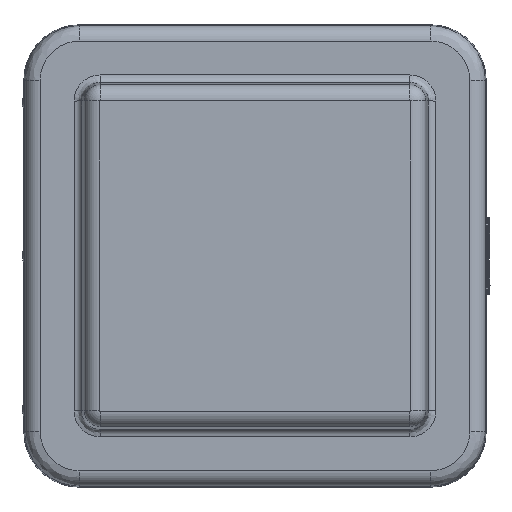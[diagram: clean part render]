
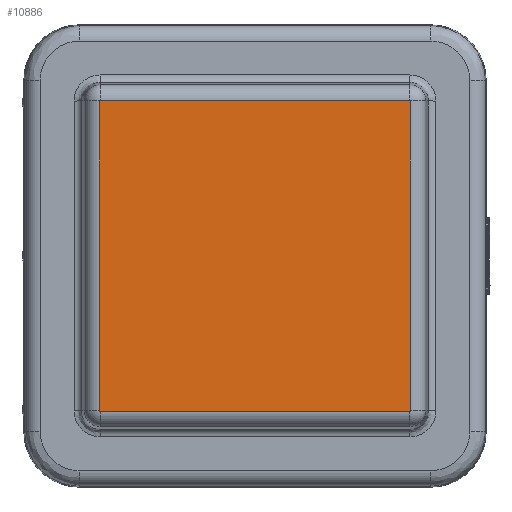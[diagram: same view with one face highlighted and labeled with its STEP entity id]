
A CAD part, top view. The second image highlights one B-rep face of the part: STEP entity #10886.
In plain terms, the highlighted planar face has unit normal (0, 0, 1).
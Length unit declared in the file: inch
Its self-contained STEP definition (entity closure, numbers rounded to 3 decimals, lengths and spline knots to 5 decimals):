
#113 = CARTESIAN_POINT ( 'NONE',  ( -2.45489, -2.52494, 1.71331 ) ) ;
#997 = DIRECTION ( 'NONE',  ( 1., 0., 0. ) ) ;
#3110 = B_SPLINE_CURVE_WITH_KNOTS ( 'NONE', 3,
 ( #20531, #29784, #113, #20654, #26342, #17965 ),
 .UNSPECIFIED., .F., .F.,
 ( 4, 2, 4 ),
 ( 0., 0.5, 1. ),
 .UNSPECIFIED. ) ;
#3491 = CARTESIAN_POINT ( 'NONE',  ( 0.07338, 2.52913, 1.71331 ) ) ;
#3685 = DIRECTION ( 'NONE',  ( 0., 0., 1. ) ) ;
#3718 = CARTESIAN_POINT ( 'NONE',  ( 2.59832, -2.52827, 1.71331 ) ) ;
#4137 = CARTESIAN_POINT ( 'NONE',  ( 2.59834, 2.52829, 1.71331 ) ) ;
#4443 = VERTEX_POINT ( 'NONE', #5601 ) ;
#5601 = CARTESIAN_POINT ( 'NONE',  ( -2.44717, -2.52913, 1.71331 ) ) ;
#5766 = VECTOR ( 'NONE', #29517, 39.37008 ) ;
#6901 = VECTOR ( 'NONE', #15591, 39.37008 ) ;
#7125 = LINE ( 'NONE', #33959, #19130 ) ;
#7464 = CARTESIAN_POINT ( 'NONE',  ( 2.60251, 2.52055, 1.71331 ) ) ;
#7473 = VERTEX_POINT ( 'NONE', #36417 ) ;
#7858 = CARTESIAN_POINT ( 'NONE',  ( 2.60167, -2.52496, 1.71331 ) ) ;
#7987 = CARTESIAN_POINT ( 'NONE',  ( 2.60251, -2.52055, 1.71331 ) ) ;
#8284 = CARTESIAN_POINT ( 'NONE',  ( -2.45491, 2.52496, 1.71331 ) ) ;
#8403 = CARTESIAN_POINT ( 'NONE',  ( -2.44952, 2.52913, 1.71331 ) ) ;
#9174 = EDGE_CURVE ( 'NONE', #29715, #30292, #29055, .T. ) ;
#9864 = EDGE_CURVE ( 'NONE', #28084, #7473, #25090, .T. ) ;
#9935 = VECTOR ( 'NONE', #30362, 39.37008 ) ;
#10886 = ADVANCED_FACE ( 'NONE', ( #29594 ), #32702, .T. ) ;
#10946 = ORIENTED_EDGE ( 'NONE', *, *, #9864, .T. ) ;
#12445 = B_SPLINE_CURVE_WITH_KNOTS ( 'NONE', 3,
 ( #7464, #18955, #36334, #4137, #33394, #22281 ),
 .UNSPECIFIED., .F., .F.,
 ( 4, 2, 4 ),
 ( 0., 0.5, 1. ),
 .UNSPECIFIED. ) ;
#14266 = EDGE_CURVE ( 'NONE', #30292, #37652, #33221, .T. ) ;
#14926 = ORIENTED_EDGE ( 'NONE', *, *, #19550, .T. ) ;
#15408 = CARTESIAN_POINT ( 'NONE',  ( 2.59393, -2.52913, 1.71331 ) ) ;
#15441 = CARTESIAN_POINT ( 'NONE',  ( 2.60251, 2.52055, 1.71331 ) ) ;
#15591 = DIRECTION ( 'NONE',  ( -1., 0., 0. ) ) ;
#15856 = CARTESIAN_POINT ( 'NONE',  ( 2.59393, -2.52913, 1.71331 ) ) ;
#16124 = CARTESIAN_POINT ( 'NONE',  ( -2.45574, -2.52055, 1.71331 ) ) ;
#17470 = CARTESIAN_POINT ( 'NONE',  ( -2.45574, 2.52293, 1.71331 ) ) ;
#17936 = ORIENTED_EDGE ( 'NONE', *, *, #28022, .T. ) ;
#17965 = CARTESIAN_POINT ( 'NONE',  ( -2.44717, -2.52913, 1.71331 ) ) ;
#18334 = CARTESIAN_POINT ( 'NONE',  ( 2.59393, 2.52913, 1.71331 ) ) ;
#18955 = CARTESIAN_POINT ( 'NONE',  ( 2.60251, 2.5229, 1.71331 ) ) ;
#19054 = VERTEX_POINT ( 'NONE', #15441 ) ;
#19130 = VECTOR ( 'NONE', #21857, 39.37008 ) ;
#19550 = EDGE_CURVE ( 'NONE', #7473, #19054, #24208, .T. ) ;
#20531 = CARTESIAN_POINT ( 'NONE',  ( -2.45574, -2.52055, 1.71331 ) ) ;
#20654 = CARTESIAN_POINT ( 'NONE',  ( -2.45157, -2.52829, 1.71331 ) ) ;
#20982 = CARTESIAN_POINT ( 'NONE',  ( -2.44717, 2.52913, 1.71331 ) ) ;
#21250 = CARTESIAN_POINT ( 'NONE',  ( 0.07338, -2.52913, 1.71331 ) ) ;
#21857 = DIRECTION ( 'NONE',  ( 0., -1., 0. ) ) ;
#22281 = CARTESIAN_POINT ( 'NONE',  ( 2.59393, 2.52913, 1.71331 ) ) ;
#22867 = LINE ( 'NONE', #21250, #9935 ) ;
#23004 = CARTESIAN_POINT ( 'NONE',  ( -2.44717, 2.52913, 1.71331 ) ) ;
#23025 = ORIENTED_EDGE ( 'NONE', *, *, #9174, .T. ) ;
#23271 = EDGE_CURVE ( 'NONE', #30841, #4443, #3110, .T. ) ;
#23833 = CARTESIAN_POINT ( 'NONE',  ( -2.45574, 2.52055, 1.71331 ) ) ;
#23863 = CARTESIAN_POINT ( 'NONE',  ( 2.60251, 0., 1.71331 ) ) ;
#24208 = LINE ( 'NONE', #23863, #5766 ) ;
#24954 = EDGE_LOOP ( 'NONE', ( #33517, #34938, #10946, #14926, #17936, #23025, #25135, #30791 ) ) ;
#24992 = EDGE_CURVE ( 'NONE', #4443, #28084, #22867, .T. ) ;
#25090 = B_SPLINE_CURVE_WITH_KNOTS ( 'NONE', 3,
 ( #15408, #35914, #3718, #7858, #37495, #7987 ),
 .UNSPECIFIED., .F., .F.,
 ( 4, 2, 4 ),
 ( 0., 0.5, 1. ),
 .UNSPECIFIED. ) ;
#25135 = ORIENTED_EDGE ( 'NONE', *, *, #14266, .T. ) ;
#25150 = EDGE_CURVE ( 'NONE', #37652, #30841, #7125, .T. ) ;
#26342 = CARTESIAN_POINT ( 'NONE',  ( -2.44955, -2.52913, 1.71331 ) ) ;
#28022 = EDGE_CURVE ( 'NONE', #19054, #29715, #12445, .T. ) ;
#28084 = VERTEX_POINT ( 'NONE', #15856 ) ;
#28661 = CARTESIAN_POINT ( 'NONE',  ( -2.45156, 2.52827, 1.71331 ) ) ;
#29013 = AXIS2_PLACEMENT_3D ( 'NONE', #35364, #3685, #997 ) ;
#29055 = LINE ( 'NONE', #3491, #6901 ) ;
#29517 = DIRECTION ( 'NONE',  ( 0., 1., 0. ) ) ;
#29594 = FACE_OUTER_BOUND ( 'NONE', #24954, .T. ) ;
#29715 = VERTEX_POINT ( 'NONE', #18334 ) ;
#29784 = CARTESIAN_POINT ( 'NONE',  ( -2.45574, -2.5229, 1.71331 ) ) ;
#30292 = VERTEX_POINT ( 'NONE', #20982 ) ;
#30362 = DIRECTION ( 'NONE',  ( 1., 0., 0. ) ) ;
#30791 = ORIENTED_EDGE ( 'NONE', *, *, #25150, .T. ) ;
#30841 = VERTEX_POINT ( 'NONE', #16124 ) ;
#32702 = PLANE ( 'NONE',  #29013 ) ;
#33221 = B_SPLINE_CURVE_WITH_KNOTS ( 'NONE', 3,
 ( #23004, #8403, #28661, #8284, #17470, #34723 ),
 .UNSPECIFIED., .F., .F.,
 ( 4, 2, 4 ),
 ( 0., 0.5, 1. ),
 .UNSPECIFIED. ) ;
#33394 = CARTESIAN_POINT ( 'NONE',  ( 2.59632, 2.52913, 1.71331 ) ) ;
#33517 = ORIENTED_EDGE ( 'NONE', *, *, #23271, .T. ) ;
#33959 = CARTESIAN_POINT ( 'NONE',  ( -2.45574, 0., 1.71331 ) ) ;
#34723 = CARTESIAN_POINT ( 'NONE',  ( -2.45574, 2.52055, 1.71331 ) ) ;
#34938 = ORIENTED_EDGE ( 'NONE', *, *, #24992, .T. ) ;
#35364 = CARTESIAN_POINT ( 'NONE',  ( 0.07338, 0., 1.71331 ) ) ;
#35914 = CARTESIAN_POINT ( 'NONE',  ( 2.59629, -2.52913, 1.71331 ) ) ;
#36334 = CARTESIAN_POINT ( 'NONE',  ( 2.60166, 2.52494, 1.71331 ) ) ;
#36417 = CARTESIAN_POINT ( 'NONE',  ( 2.60251, -2.52055, 1.71331 ) ) ;
#37495 = CARTESIAN_POINT ( 'NONE',  ( 2.60251, -2.52293, 1.71331 ) ) ;
#37652 = VERTEX_POINT ( 'NONE', #23833 ) ;
